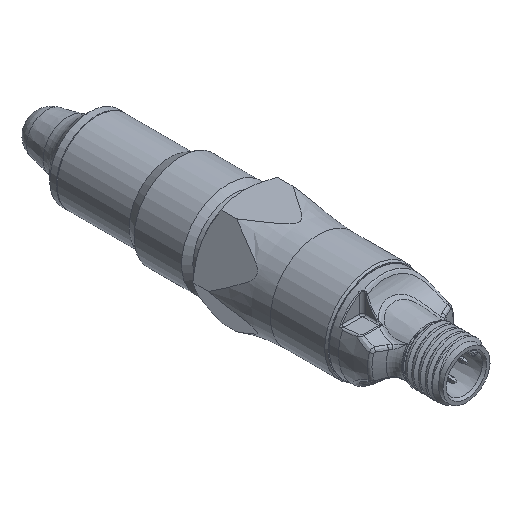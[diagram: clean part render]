
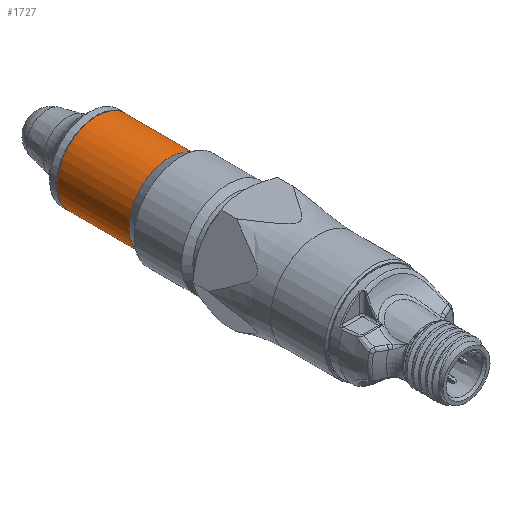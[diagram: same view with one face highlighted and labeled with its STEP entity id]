
A CAD part, isometric view. The second image highlights one B-rep face of the part: STEP entity #1727.
In plain terms, the highlighted cylindrical face has radius 9 mm (diameter 18 mm), a full revolution.
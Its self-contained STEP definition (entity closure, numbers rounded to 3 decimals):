
#1727 = ADVANCED_FACE( '', ( #3536, #3537 ), #3538, .T. );
#3536 = FACE_OUTER_BOUND( '', #10637, .T. );
#3537 = FACE_OUTER_BOUND( '', #10638, .T. );
#3538 = CYLINDRICAL_SURFACE( '', #10639, 9. );
#10637 = EDGE_LOOP( '', ( #15599 ) );
#10638 = EDGE_LOOP( '', ( #15600 ) );
#10639 = AXIS2_PLACEMENT_3D( '', #15601, #15602, #15603 );
#15599 = ORIENTED_EDGE( '', *, *, #17070, .T. );
#15600 = ORIENTED_EDGE( '', *, *, #17075, .T. );
#15601 = CARTESIAN_POINT( '', ( 0., 13.5, 0. ) );
#15602 = DIRECTION( '', ( 0., -1., 0. ) );
#15603 = DIRECTION( '', ( -1., 0., 0. ) );
#17070 = EDGE_CURVE( '', #19892, #19892, #19893, .T. );
#17075 = EDGE_CURVE( '', #19899, #19899, #19900, .T. );
#19892 = VERTEX_POINT( '', #27394 );
#19893 = CIRCLE( '', #27395, 9. );
#19899 = VERTEX_POINT( '', #27402 );
#19900 = CIRCLE( '', #27403, 9. );
#27394 = CARTESIAN_POINT( '', ( 0., -0.273, -9. ) );
#27395 = AXIS2_PLACEMENT_3D( '', #30716, #30717, #30718 );
#27402 = CARTESIAN_POINT( '', ( -9., -16.5, 0. ) );
#27403 = AXIS2_PLACEMENT_3D( '', #30723, #30724, #30725 );
#30716 = CARTESIAN_POINT( '', ( 0., -0.273, 0. ) );
#30717 = DIRECTION( '', ( 0., -1., 0. ) );
#30718 = DIRECTION( '', ( 0., 0., -1. ) );
#30723 = CARTESIAN_POINT( '', ( 0., -16.5, 0. ) );
#30724 = DIRECTION( '', ( 0., 1., 0. ) );
#30725 = DIRECTION( '', ( -1., 0., 0. ) );
